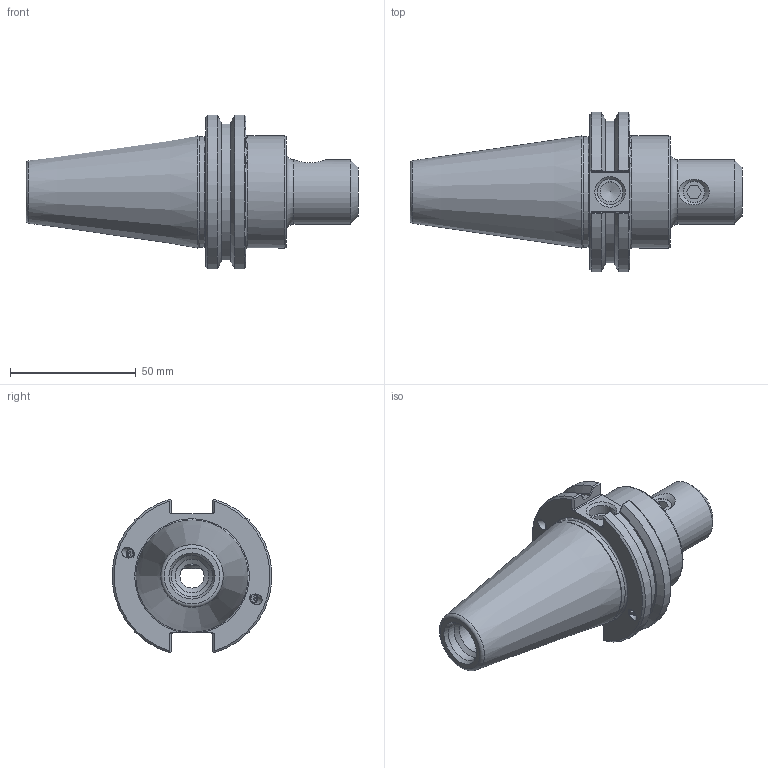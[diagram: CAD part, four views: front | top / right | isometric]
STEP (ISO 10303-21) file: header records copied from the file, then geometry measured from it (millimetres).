
FILE_DESCRIPTION((''),'2;1');
FILE_NAME('C40BC-37EM2.stp','2015-03-17T14:19:35',('blaste'),(''),'Autodesk Inventor 2012','Autodesk Inventor 2012','');
FILE_SCHEMA(('AUTOMOTIVE_DESIGN { 1 0 10303 214 1 1 1 1 }'));
Length unit declared in the file: inch
Products named in the file (4): C40BC-37EM2; C40BC-37EM2-1; 029-902; 029-965
Assembly tree (6 placements, depth 2):
  C40BC-37EM2
    C40BC-37EM2-1
    029-902
    029-965  x4
Bounding box: 131.75 x 63.26 x 61.11 mm (x, y, z)
Volume: 135355.5 mm3; surface area: 27600.3 mm2
Topology: 6 solids, 6 shells, 182 faces, 434 edges, 281 vertices
Faces by surface type: plane 85, cylinder 48, cone 32, bspline 8, torus 5, sphere 4
Full cylindrical faces by diameter (mm): 3.3 x4, 4 x8, 4.1 x4, 4.2 x4, 8 x1, 8.382 x1, 9.525 x2, 10.135 x1, 13.386 x1, 16.459 x1, 25.4 x1, 43.942 x1, 44.45 x1
Entity records: 5078 total; most frequent: CARTESIAN_POINT 1944, DIRECTION 584, ORIENTED_EDGE 564, EDGE_CURVE 282, AXIS2_PLACEMENT_3D 233, VERTEX_POINT 204, EDGE_LOOP 196, FACE_OUTER_BOUND 134
